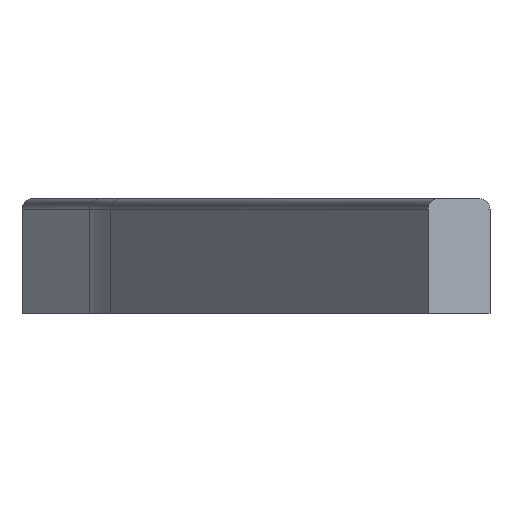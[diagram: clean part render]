
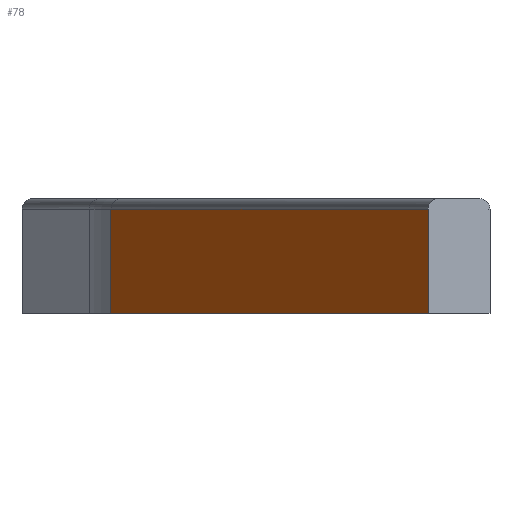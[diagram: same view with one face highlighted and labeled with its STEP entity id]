
A CAD part, left-side view. The second image highlights one B-rep face of the part: STEP entity #78.
In plain terms, the highlighted planar face has unit normal (-0.192, 0.982, 0).
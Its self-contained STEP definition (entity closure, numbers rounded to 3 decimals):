
#78 = ADVANCED_FACE( '', ( #129 ), #130, .F. );
#129 = FACE_OUTER_BOUND( '', #245, .T. );
#130 = PLANE( '', #246 );
#245 = EDGE_LOOP( '', ( #623, #624, #625, #626 ) );
#246 = AXIS2_PLACEMENT_3D( '', #627, #628, #629 );
#623 = ORIENTED_EDGE( '', *, *, #920, .F. );
#624 = ORIENTED_EDGE( '', *, *, #921, .T. );
#625 = ORIENTED_EDGE( '', *, *, #922, .T. );
#626 = ORIENTED_EDGE( '', *, *, #923, .F. );
#627 = CARTESIAN_POINT( '', ( 15523.995, -784.914, -707.2 ) );
#628 = DIRECTION( '', ( 0.192, -0.981, 0. ) );
#629 = DIRECTION( '', ( 0., 0., -1. ) );
#920 = EDGE_CURVE( '', #1016, #1021, #1022, .T. );
#921 = EDGE_CURVE( '', #1016, #1023, #1024, .T. );
#922 = EDGE_CURVE( '', #1023, #1025, #1026, .T. );
#923 = EDGE_CURVE( '', #1021, #1025, #1027, .T. );
#1016 = VERTEX_POINT( '', #1172 );
#1021 = VERTEX_POINT( '', #1177 );
#1022 = LINE( '', #1178, #1179 );
#1023 = VERTEX_POINT( '', #1180 );
#1024 = LINE( '', #1181, #1182 );
#1025 = VERTEX_POINT( '', #1183 );
#1026 = LINE( '', #1184, #1185 );
#1027 = LINE( '', #1186, #1187 );
#1172 = CARTESIAN_POINT( '', ( 15523.995, -784.914, -711.2 ) );
#1177 = CARTESIAN_POINT( '', ( 14900.97, -906.604, -711.2 ) );
#1178 = CARTESIAN_POINT( '', ( 15288.508, -830.909, -711.2 ) );
#1179 = VECTOR( '', #1504, 1000. );
#1180 = CARTESIAN_POINT( '', ( 15523.995, -784.914, -751.2 ) );
#1181 = CARTESIAN_POINT( '', ( 15523.995, -784.914, -729.2 ) );
#1182 = VECTOR( '', #1505, 1000. );
#1183 = CARTESIAN_POINT( '', ( 14900.97, -906.604, -751.2 ) );
#1184 = CARTESIAN_POINT( '', ( 15212.482, -845.759, -751.2 ) );
#1185 = VECTOR( '', #1506, 1000. );
#1186 = CARTESIAN_POINT( '', ( 14900.97, -906.604, -731.2 ) );
#1187 = VECTOR( '', #1507, 1000. );
#1504 = DIRECTION( '', ( -0.981, -0.192, 0. ) );
#1505 = DIRECTION( '', ( 0., 0., -1. ) );
#1506 = DIRECTION( '', ( -0.981, -0.192, 0. ) );
#1507 = DIRECTION( '', ( 0., 0., -1. ) );
